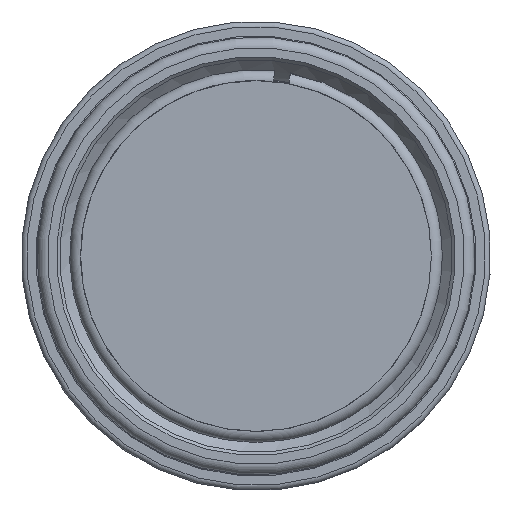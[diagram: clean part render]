
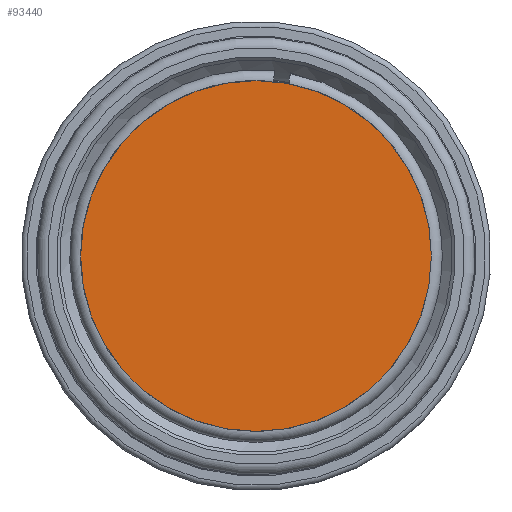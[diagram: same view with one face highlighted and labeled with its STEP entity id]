
A CAD part, left-side view. The second image highlights one B-rep face of the part: STEP entity #93440.
In plain terms, the highlighted planar face has unit normal (-1, 0, 0).
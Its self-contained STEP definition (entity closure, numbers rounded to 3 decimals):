
#93417=CARTESIAN_POINT('',(0.,-16.625,0.0));
#93418=VERTEX_POINT('',#93417);
#93419=CARTESIAN_POINT('',(0.0,0.0,0.0));
#93420=DIRECTION('',(-1.0,0.0,0.0));
#93421=DIRECTION('',(0.0,-1.0,0.0));
#93422=AXIS2_PLACEMENT_3D('',#93419,#93420,#93421);
#93423=CIRCLE('',#93422,16.625);
#93424=EDGE_CURVE('',#93418,#93418,#93423,.T.);
#93432=CARTESIAN_POINT('',(0.,-15.288,0.0));
#93433=DIRECTION('',(-1.0,0.0,0.0));
#93434=DIRECTION('',(0.0,0.0,1.0));
#93435=AXIS2_PLACEMENT_3D('',#93432,#93433,#93434);
#93436=PLANE('',#93435);
#93437=ORIENTED_EDGE('',*,*,#93424,.T.);
#93438=EDGE_LOOP('',(#93437));
#93439=FACE_OUTER_BOUND('',#93438,.T.);
#93440=ADVANCED_FACE('',(#93439),#93436,.T.);
